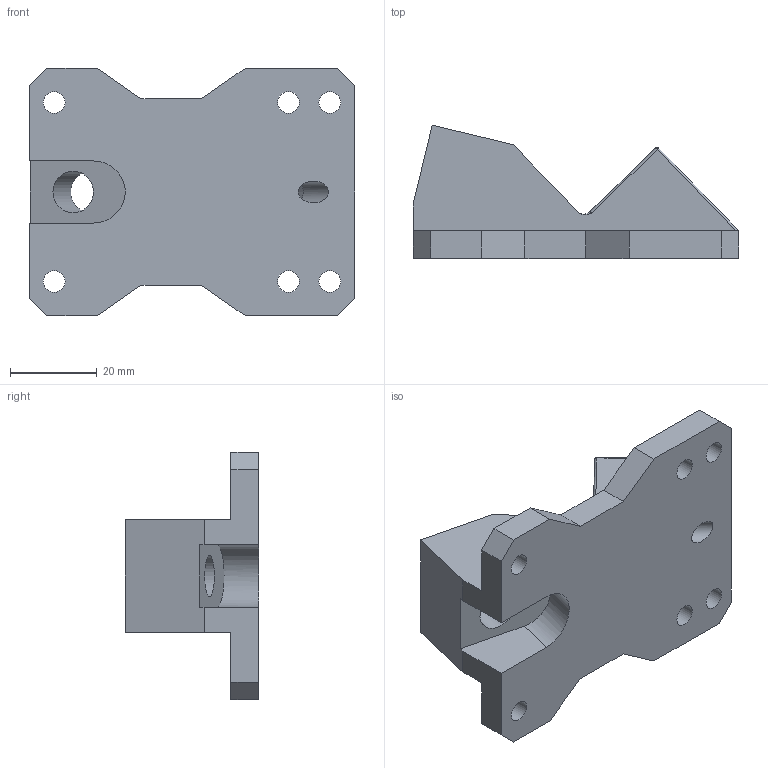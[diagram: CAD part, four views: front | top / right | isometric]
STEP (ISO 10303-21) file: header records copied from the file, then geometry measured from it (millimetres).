
FILE_DESCRIPTION(/* description */ (''),/* implementation_level */ '2;1');
FILE_NAME(/* name */ 'Baseplate.step',/* time_stamp */ '2022-08-05T17:20:12-04:00',/* author */ (''),/* organization */ (''),/* preprocessor_version */ 'ST-DEVELOPER v19',/* originating_system */ 'Autodesk Translation Framework v11.7.0.108',/* authorisation */ '');
FILE_SCHEMA (('AUTOMOTIVE_DESIGN { 1 0 10303 214 3 1 1 }'));
Length unit declared in the file: millimetre
Products named in the file (1): Baseplate
Bounding box: 75 x 30.68 x 57 mm (x, y, z)
Volume: 42034.9 mm3; surface area: 14679.6 mm2
Topology: 1 solids, 1 shells, 51 faces, 135 edges, 86 vertices
Faces by surface type: plane 30, cylinder 16, torus 2, sphere 2, cone 1
Full cylindrical faces by diameter (mm): 5 x7, 9.6 x1, 19.1 x1
Entity records: 1646 total; most frequent: CARTESIAN_POINT 291, DIRECTION 271, ORIENTED_EDGE 270, EDGE_CURVE 135, LINE 99, VECTOR 99, VERTEX_POINT 86, AXIS2_PLACEMENT_3D 86
